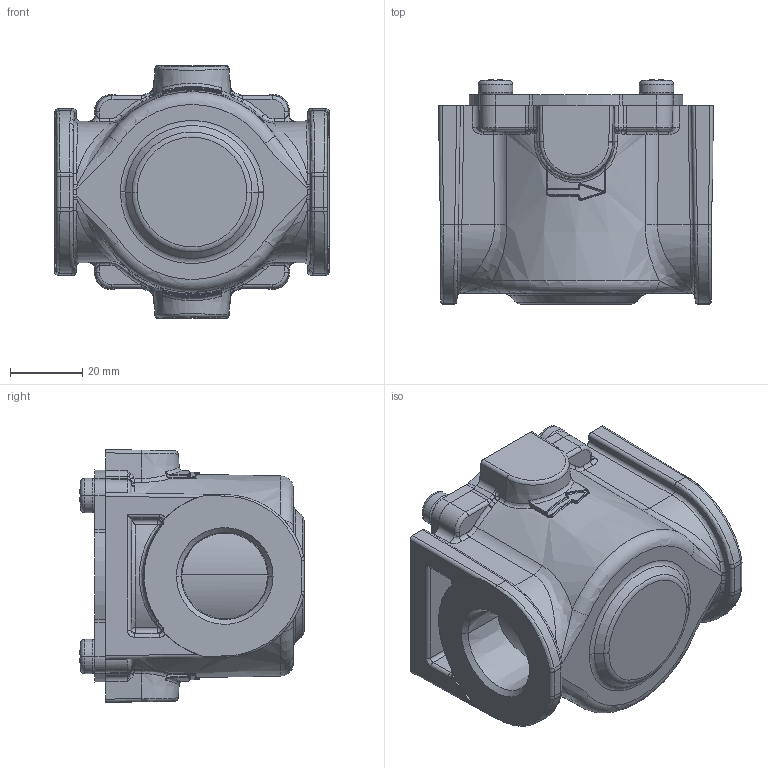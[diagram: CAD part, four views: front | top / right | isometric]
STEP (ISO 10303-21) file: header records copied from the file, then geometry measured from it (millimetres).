
FILE_DESCRIPTION(('CATIA V5 STEP Exchange','CAx-IF Rec.Pracs.--- Model Styling and Organization---1.4--- 2014-01-23','CAx-IF Rec.Pracs.---3D Tessellated Data Validation Properties---0.5---2014-09-14'),'2;1');
FILE_NAME('STEP_847005_-_TST.stp','2021-04-21T14:22:32+00:00',('none'),('none'),'CATIA Version 5-6 Release 2019 SP3','CATIA V5 STEP AP242 v1','none');
FILE_SCHEMA(('AP242_MANAGED_MODEL_BASED_3D_ENGINEERING_MIM_LF {1 0 10303 442 1 1 4}'));
Length unit declared in the file: millimetre
Products named in the file (1): 847005 - TST
Bounding box: 76 x 62.12 x 70 mm (x, y, z)
Volume: 177960.3 mm3; surface area: 35846.6 mm2
Topology: 1 solids, 2 shells, 787 faces, 2055 edges, 1271 vertices
Faces by surface type: cylinder 253, bspline 177, plane 144, torus 106, cone 90, sphere 17
Entity records: 35563 total; most frequent: CARTESIAN_POINT 20042, ORIENTED_EDGE 4092, EDGE_CURVE 2046, DIRECTION 1888, VERTEX_POINT 1271, AXIS2_PLACEMENT_3D 972, EDGE_LOOP 805, B_SPLINE_CURVE_WITH_KNOTS 805
